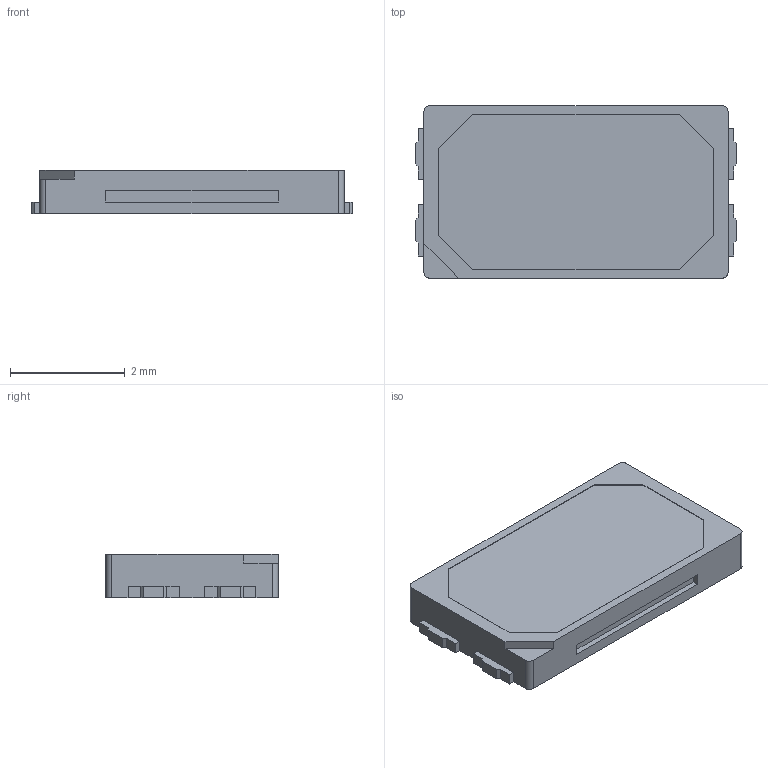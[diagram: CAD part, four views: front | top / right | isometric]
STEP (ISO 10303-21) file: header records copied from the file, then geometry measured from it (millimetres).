
FILE_DESCRIPTION(('STEP AP214'), '1');
FILE_NAME('LED-5630-King', '2016-02-12T20:53:22', ('Nobody'), (''), 'ASCON STEP Converter 1.3', 'ASCON Math Kernel', '');
FILE_SCHEMA(('AUTOMOTIVE_DESIGN { 1 0 10303 214 3 1 1}'));
Length unit declared in the file: millimetre
Bounding box: 5.6 x 3 x 0.75 mm (x, y, z)
Volume: 11.7 mm3; surface area: 60.3 mm2
Topology: 6 solids, 6 shells, 138 faces, 386 edges, 269 vertices
Faces by surface type: plane 126, cylinder 12
Entity records: 5545 total; most frequent: CARTESIAN_POINT 769, ORIENTED_EDGE 732, DIRECTION 688, EDGE_CURVE 366, LINE 362, VECTOR 362, VERTEX_POINT 244, AXIS2_PLACEMENT_3D 163
